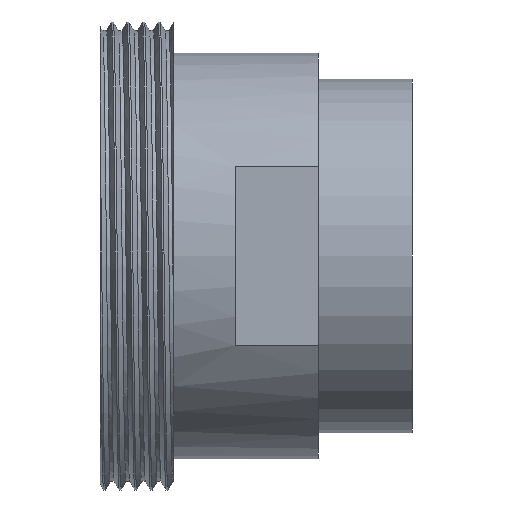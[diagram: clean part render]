
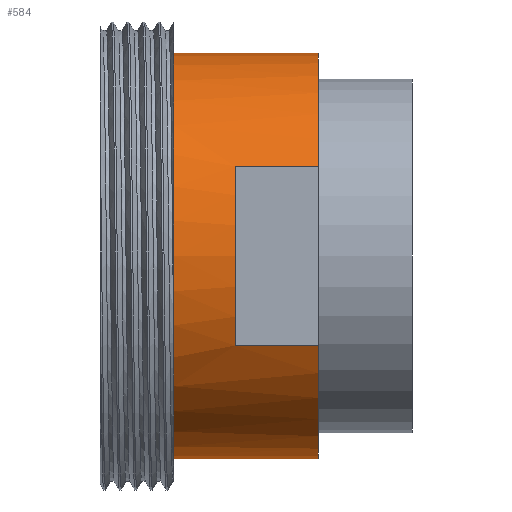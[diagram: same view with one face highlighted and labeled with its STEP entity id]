
A CAD part, front view. The second image highlights one B-rep face of the part: STEP entity #584.
In plain terms, the highlighted cylindrical face has radius 19.5 mm (diameter 39 mm), a partial arc.
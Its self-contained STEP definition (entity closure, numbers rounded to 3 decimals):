
#6 = DIRECTION ( 'NONE',  ( -1., 0., 0. ) ) ;
#28 = CIRCLE ( 'NONE', #1366, 19.5 ) ;
#31 = DIRECTION ( 'NONE',  ( 0., 0., 1. ) ) ;
#43 = DIRECTION ( 'NONE',  ( 1., 0., 0. ) ) ;
#48 = DIRECTION ( 'NONE',  ( 1., 0., 0. ) ) ;
#53 = EDGE_CURVE ( 'NONE', #1352, #215, #947, .T. ) ;
#195 = LINE ( 'NONE', #1444, #611 ) ;
#215 = VERTEX_POINT ( 'NONE', #998 ) ;
#233 = DIRECTION ( 'NONE',  ( -1., 0., 0. ) ) ;
#245 = ORIENTED_EDGE ( 'NONE', *, *, #954, .T. ) ;
#274 = FACE_OUTER_BOUND ( 'NONE', #1642, .T. ) ;
#295 = CYLINDRICAL_SURFACE ( 'NONE', #1959, 19.5 ) ;
#303 = CARTESIAN_POINT ( 'NONE',  ( 13.5, 0., -19.5 ) ) ;
#324 = EDGE_CURVE ( 'NONE', #855, #1996, #1174, .T. ) ;
#430 = CARTESIAN_POINT ( 'NONE',  ( -0.406, 0., 19.5 ) ) ;
#451 = CARTESIAN_POINT ( 'NONE',  ( -36.703, 0., 19.5 ) ) ;
#453 = CARTESIAN_POINT ( 'NONE',  ( 13.5, 0., 19.5 ) ) ;
#485 = ORIENTED_EDGE ( 'NONE', *, *, #810, .F. ) ;
#494 = DIRECTION ( 'NONE',  ( 0., 0., 1. ) ) ;
#501 = DIRECTION ( 'NONE',  ( -1., 0., 0. ) ) ;
#511 = EDGE_CURVE ( 'NONE', #1352, #1806, #1451, .T. ) ;
#521 = CARTESIAN_POINT ( 'NONE',  ( 13.5, 0., 0. ) ) ;
#584 = ADVANCED_FACE ( 'NONE', ( #274 ), #295, .T. ) ;
#611 = VECTOR ( 'NONE', #43, 1000. ) ;
#612 = LINE ( 'NONE', #451, #807 ) ;
#699 = ORIENTED_EDGE ( 'NONE', *, *, #1144, .F. ) ;
#734 = ORIENTED_EDGE ( 'NONE', *, *, #53, .T. ) ;
#754 = VERTEX_POINT ( 'NONE', #1578 ) ;
#807 = VECTOR ( 'NONE', #1240, 1000. ) ;
#810 = EDGE_CURVE ( 'NONE', #754, #215, #195, .T. ) ;
#844 = CARTESIAN_POINT ( 'NONE',  ( -36.703, 0., -19.5 ) ) ;
#855 = VERTEX_POINT ( 'NONE', #988 ) ;
#883 = VERTEX_POINT ( 'NONE', #430 ) ;
#944 = CARTESIAN_POINT ( 'NONE',  ( 5.5, -17.5, 8.602 ) ) ;
#947 = CIRCLE ( 'NONE', #1207, 19.5 ) ;
#954 = EDGE_CURVE ( 'NONE', #1996, #883, #612, .T. ) ;
#979 = LINE ( 'NONE', #1738, #1040 ) ;
#983 = ORIENTED_EDGE ( 'NONE', *, *, #1761, .F. ) ;
#988 = CARTESIAN_POINT ( 'NONE',  ( 13.5, -17.5, 8.602 ) ) ;
#998 = CARTESIAN_POINT ( 'NONE',  ( 13.5, -17.5, -8.602 ) ) ;
#1012 = VECTOR ( 'NONE', #1512, 1000. ) ;
#1026 = ORIENTED_EDGE ( 'NONE', *, *, #324, .T. ) ;
#1040 = VECTOR ( 'NONE', #501, 1000. ) ;
#1132 = CARTESIAN_POINT ( 'NONE',  ( -0.406, 0., 0. ) ) ;
#1144 = EDGE_CURVE ( 'NONE', #855, #1491, #979, .T. ) ;
#1174 = CIRCLE ( 'NONE', #1710, 19.5 ) ;
#1193 = CARTESIAN_POINT ( 'NONE',  ( -0.406, 0., -19.5 ) ) ;
#1207 = AXIS2_PLACEMENT_3D ( 'NONE', #1426, #6, #494 ) ;
#1236 = AXIS2_PLACEMENT_3D ( 'NONE', #1132, #233, #1313 ) ;
#1240 = DIRECTION ( 'NONE',  ( -1., 0., 0. ) ) ;
#1313 = DIRECTION ( 'NONE',  ( 0., 0., 1. ) ) ;
#1319 = DIRECTION ( 'NONE',  ( -1., 0., 0. ) ) ;
#1327 = ORIENTED_EDGE ( 'NONE', *, *, #511, .F. ) ;
#1352 = VERTEX_POINT ( 'NONE', #303 ) ;
#1366 = AXIS2_PLACEMENT_3D ( 'NONE', #1449, #48, #1458 ) ;
#1370 = DIRECTION ( 'NONE',  ( 0., 0., 1. ) ) ;
#1379 = CARTESIAN_POINT ( 'NONE',  ( -36.703, 0., 0. ) ) ;
#1426 = CARTESIAN_POINT ( 'NONE',  ( 13.5, 0., 0. ) ) ;
#1444 = CARTESIAN_POINT ( 'NONE',  ( -36.703, -17.5, -8.602 ) ) ;
#1449 = CARTESIAN_POINT ( 'NONE',  ( 5.5, 0., 0. ) ) ;
#1451 = LINE ( 'NONE', #844, #1012 ) ;
#1458 = DIRECTION ( 'NONE',  ( 0., 0., -1. ) ) ;
#1491 = VERTEX_POINT ( 'NONE', #944 ) ;
#1512 = DIRECTION ( 'NONE',  ( -1., 0., 0. ) ) ;
#1578 = CARTESIAN_POINT ( 'NONE',  ( 5.5, -17.5, -8.602 ) ) ;
#1642 = EDGE_LOOP ( 'NONE', ( #1327, #734, #485, #983, #699, #1026, #245, #1984 ) ) ;
#1696 = EDGE_CURVE ( 'NONE', #1806, #883, #1932, .T. ) ;
#1703 = DIRECTION ( 'NONE',  ( -1., 0., 0. ) ) ;
#1710 = AXIS2_PLACEMENT_3D ( 'NONE', #521, #1319, #31 ) ;
#1738 = CARTESIAN_POINT ( 'NONE',  ( -36.703, -17.5, 8.602 ) ) ;
#1761 = EDGE_CURVE ( 'NONE', #1491, #754, #28, .T. ) ;
#1806 = VERTEX_POINT ( 'NONE', #1193 ) ;
#1932 = CIRCLE ( 'NONE', #1236, 19.5 ) ;
#1959 = AXIS2_PLACEMENT_3D ( 'NONE', #1379, #1703, #1370 ) ;
#1984 = ORIENTED_EDGE ( 'NONE', *, *, #1696, .F. ) ;
#1996 = VERTEX_POINT ( 'NONE', #453 ) ;
